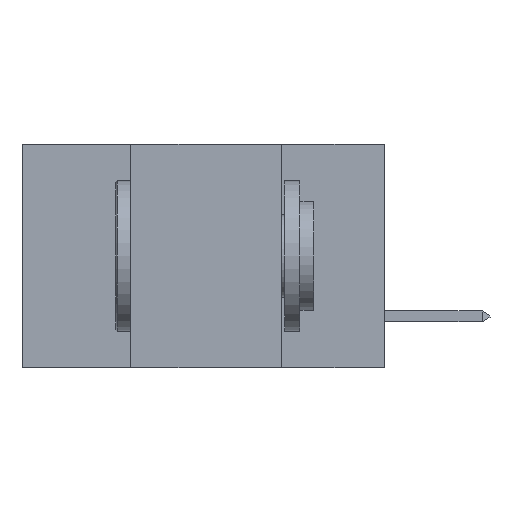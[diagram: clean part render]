
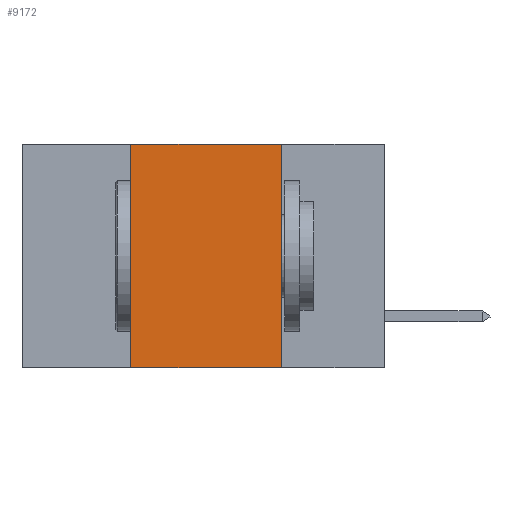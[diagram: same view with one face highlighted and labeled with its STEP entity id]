
A CAD part, left-side view. The second image highlights one B-rep face of the part: STEP entity #9172.
In plain terms, the highlighted planar face has unit normal (-1, 0, 0).
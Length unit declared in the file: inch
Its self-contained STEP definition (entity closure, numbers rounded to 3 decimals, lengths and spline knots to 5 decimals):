
#906 = EDGE_CURVE ( 'NONE', #13004, #6923, #14384, .T. ) ;
#1133 = CARTESIAN_POINT ( 'NONE',  ( 0., 0.17, -0.37 ) ) ;
#1608 = LINE ( 'NONE', #16578, #10153 ) ;
#2157 = ORIENTED_EDGE ( 'NONE', *, *, #7622, .F. ) ;
#3203 = VECTOR ( 'NONE', #17080, 39.37008 ) ;
#3612 = CARTESIAN_POINT ( 'NONE',  ( 0., 0.6, 0. ) ) ;
#3669 = LINE ( 'NONE', #14318, #3203 ) ;
#4896 = DIRECTION ( 'NONE',  ( 0., -1., 0. ) ) ;
#5036 = VERTEX_POINT ( 'NONE', #13754 ) ;
#5111 = DIRECTION ( 'NONE',  ( 1., 0., 0. ) ) ;
#5590 = CARTESIAN_POINT ( 'NONE',  ( 0., 0.6, -0.37 ) ) ;
#5763 = VERTEX_POINT ( 'NONE', #12661 ) ;
#6184 = CARTESIAN_POINT ( 'NONE',  ( 0., 0.42, -0.37 ) ) ;
#6923 = VERTEX_POINT ( 'NONE', #1133 ) ;
#7622 = EDGE_CURVE ( 'NONE', #13004, #5763, #18001, .T. ) ;
#8214 = EDGE_CURVE ( 'NONE', #5763, #5036, #3669, .T. ) ;
#8216 = ORIENTED_EDGE ( 'NONE', *, *, #906, .T. ) ;
#8319 = ORIENTED_EDGE ( 'NONE', *, *, #8214, .F. ) ;
#8445 = CARTESIAN_POINT ( 'NONE',  ( 0., 0.42, 0. ) ) ;
#8676 = AXIS2_PLACEMENT_3D ( 'NONE', #3612, #5111, #14947 ) ;
#9172 = ADVANCED_FACE ( 'NONE', ( #10402 ), #12211, .F. ) ;
#10153 = VECTOR ( 'NONE', #17969, 39.37008 ) ;
#10402 = FACE_OUTER_BOUND ( 'NONE', #10610, .T. ) ;
#10544 = EDGE_CURVE ( 'NONE', #5036, #6923, #1608, .T. ) ;
#10610 = EDGE_LOOP ( 'NONE', ( #16463, #8319, #2157, #8216 ) ) ;
#10722 = VECTOR ( 'NONE', #4896, 39.37008 ) ;
#12211 = PLANE ( 'NONE',  #8676 ) ;
#12661 = CARTESIAN_POINT ( 'NONE',  ( 0., 0.42, 0. ) ) ;
#13004 = VERTEX_POINT ( 'NONE', #6184 ) ;
#13754 = CARTESIAN_POINT ( 'NONE',  ( 0., 0.17, 0. ) ) ;
#14318 = CARTESIAN_POINT ( 'NONE',  ( 0., 0.6, 0. ) ) ;
#14384 = LINE ( 'NONE', #5590, #10722 ) ;
#14947 = DIRECTION ( 'NONE',  ( 0., 0., -1. ) ) ;
#16463 = ORIENTED_EDGE ( 'NONE', *, *, #10544, .F. ) ;
#16578 = CARTESIAN_POINT ( 'NONE',  ( 0., 0.17, 0. ) ) ;
#16701 = VECTOR ( 'NONE', #16845, 39.37008 ) ;
#16845 = DIRECTION ( 'NONE',  ( 0., 0., 1. ) ) ;
#17080 = DIRECTION ( 'NONE',  ( 0., -1., 0. ) ) ;
#17969 = DIRECTION ( 'NONE',  ( 0., 0., -1. ) ) ;
#18001 = LINE ( 'NONE', #8445, #16701 ) ;
